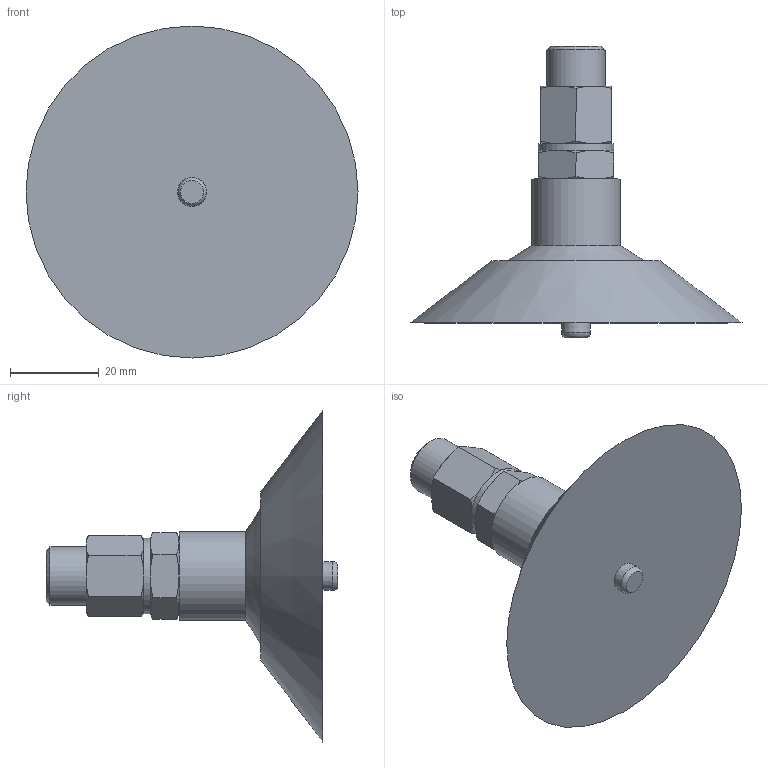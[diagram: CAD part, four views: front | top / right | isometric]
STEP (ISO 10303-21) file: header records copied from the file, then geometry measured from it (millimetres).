
FILE_DESCRIPTION(/* description */ (''),/* implementation_level */ '2;1');
FILE_NAME(/* name */ 'vc75sb+racval4.stp',/* time_stamp */ '2020-03-25T12:17:31+01:00',/* author */ ('nebuc'),/* organization */ (''),/* preprocessor_version */ 'ST-DEVELOPER v17',/* originating_system */ 'Autodesk Inventor 2019',/* authorisation */ '');
FILE_SCHEMA (('AUTOMOTIVE_DESIGN { 1 0 10303 214 3 1 1 }'));
Length unit declared in the file: millimetre
Products named in the file (1): vc75nit+racval4
Bounding box: 75 x 65.87 x 75 mm (x, y, z)
Volume: 48687.3 mm3; surface area: 12538.8 mm2
Topology: 1 solids, 1 shells, 53 faces, 122 edges, 77 vertices
Faces by surface type: cone 28, plane 20, cylinder 4, torus 1
Full cylindrical faces by diameter (mm): 7 x1, 13.157 x1, 17 x1, 20 x1
Entity records: 1564 total; most frequent: CARTESIAN_POINT 349, ORIENTED_EDGE 244, DIRECTION 236, EDGE_CURVE 122, AXIS2_PLACEMENT_3D 108, VERTEX_POINT 77, EDGE_LOOP 59, CIRCLE 54
